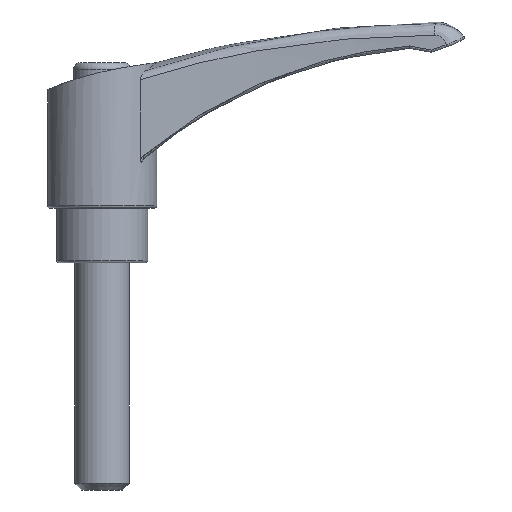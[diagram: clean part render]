
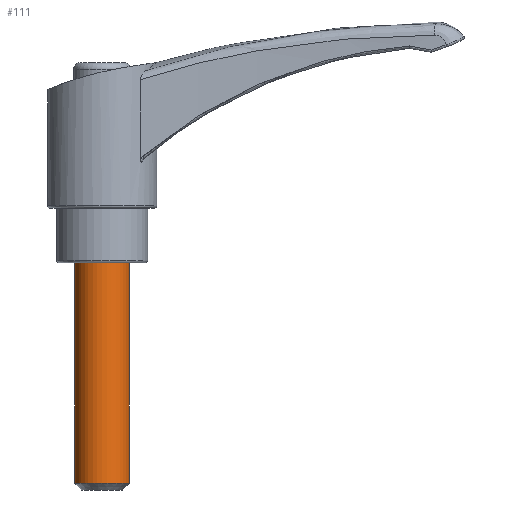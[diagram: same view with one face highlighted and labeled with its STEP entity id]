
A CAD part, front view. The second image highlights one B-rep face of the part: STEP entity #111.
In plain terms, the highlighted cylindrical face has radius 6 mm (diameter 12 mm), a full revolution.
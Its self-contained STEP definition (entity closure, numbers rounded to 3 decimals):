
#111 = ADVANCED_FACE( '', ( #265, #266 ), #267, .T. );
#265 = FACE_OUTER_BOUND( '', #1184, .T. );
#266 = FACE_OUTER_BOUND( '', #1185, .T. );
#267 = CYLINDRICAL_SURFACE( '', #1186, 6. );
#1184 = EDGE_LOOP( '', ( #3886 ) );
#1185 = EDGE_LOOP( '', ( #3887 ) );
#1186 = AXIS2_PLACEMENT_3D( '', #3888, #3889, #3890 );
#3886 = ORIENTED_EDGE( '', *, *, #4284, .T. );
#3887 = ORIENTED_EDGE( '', *, *, #4285, .T. );
#3888 = CARTESIAN_POINT( '', ( 0., 0., -62. ) );
#3889 = DIRECTION( '', ( 0., 0., -1. ) );
#3890 = DIRECTION( '', ( 1., 0., 0. ) );
#4284 = EDGE_CURVE( '', #4514, #4514, #4515, .F. );
#4285 = EDGE_CURVE( '', #4516, #4516, #4517, .T. );
#4514 = VERTEX_POINT( '', #5593 );
#4515 = CIRCLE( '', #5594, 6. );
#4516 = VERTEX_POINT( '', #5595 );
#4517 = CIRCLE( '', #5596, 6. );
#5593 = CARTESIAN_POINT( '', ( -6., 0., -60.5 ) );
#5594 = AXIS2_PLACEMENT_3D( '', #6985, #6986, #6987 );
#5595 = CARTESIAN_POINT( '', ( 0., 6., -12. ) );
#5596 = AXIS2_PLACEMENT_3D( '', #6988, #6989, #6990 );
#6985 = CARTESIAN_POINT( '', ( 0., 0., -60.5 ) );
#6986 = DIRECTION( '', ( 0., 0., -1. ) );
#6987 = DIRECTION( '', ( -1., 0., 0. ) );
#6988 = CARTESIAN_POINT( '', ( 0., 0., -12. ) );
#6989 = DIRECTION( '', ( 0., 0., -1. ) );
#6990 = DIRECTION( '', ( 0., 1., 0. ) );
